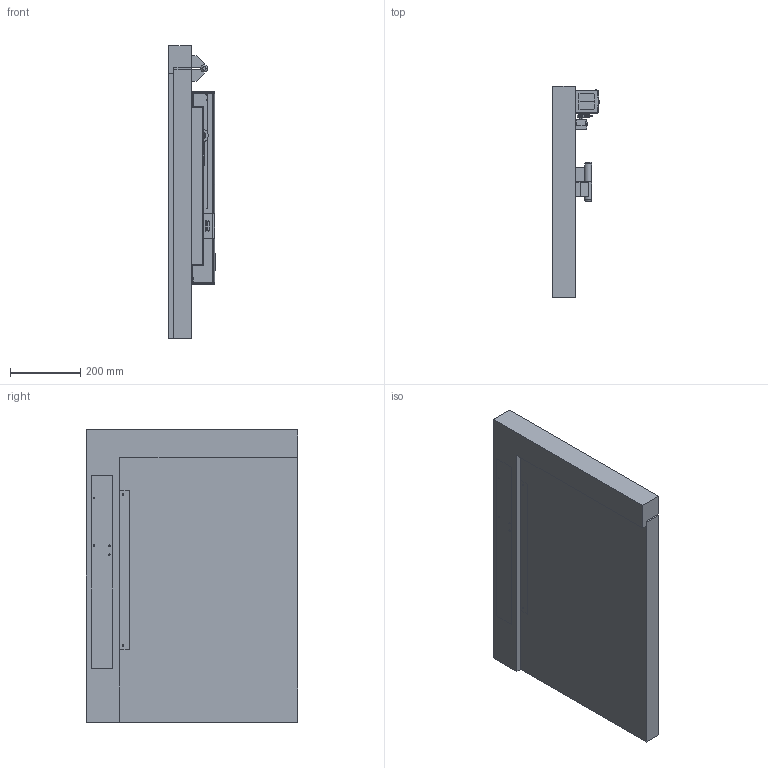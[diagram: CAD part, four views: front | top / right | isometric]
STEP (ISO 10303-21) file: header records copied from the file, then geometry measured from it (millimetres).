
FILE_DESCRIPTION(('CoCreate Modeling STEP Export'),'2;1');
FILE_NAME('TS5000_RFS_20520-K-007_O_Montageplatte.stp','2011-04-26T16:12:28',(''),(''),'CoCreate Modeling STEP processor for AP214 (Solid Model)','CoCreate Modeling 17.0B 09-Oct-2010 (C) Parametric Technology GmbH','');
FILE_SCHEMA(('AUTOMOTIVE_DESIGN { 1 0 10303 214 1 1 1 1 }'));
Length unit declared in the file: millimetre
Products named in the file (17): 20513-2-0234.1; 20513-2-0308.1; 20513-6-0856.1; 20513-6-0850.1; 20513-6-0858.1; 20513-6-0857.1; 20526-2-0203.1; 20521-2-0576; 20521-2-0579; 20520-2-2185.1.1; TS_5000_RFS_Kopfmontage; Rahmen; Band; Türblatt; Band.1; Holztür_Schliesser_TS5000_1flg; TS5000_RFS_20520-K-007
Assembly tree (16 placements, depth 3):
  TS5000_RFS_20520-K-007
    Holztür_Schliesser_TS5000_1flg
      Band.1
      Türblatt
      Band
      Rahmen
    TS_5000_RFS_Kopfmontage
      20520-2-2185.1.1
      20521-2-0579
      20521-2-0576
      20526-2-0203.1
      20513-6-0857.1
      20513-6-0858.1
      20513-6-0850.1
      20513-6-0856.1
      20513-2-0308.1
      20513-2-0234.1
Bounding box: 133 x 600 x 830 mm (x, y, z)
Volume: 27919214.8 mm3; surface area: 1850428.6 mm2
Topology: 14 solids, 15 shells, 1483 faces, 4044 edges, 2645 vertices
Faces by surface type: plane 885, cylinder 394, cone 90, torus 56, extrusion 30, bspline 28
Entity records: 56722 total; most frequent: CARTESIAN_POINT 19670, ORIENTED_EDGE 8080, DIRECTION 6926, EDGE_CURVE 4040, VECTOR 2764, LINE 2734, VERTEX_POINT 2645, AXIS2_PLACEMENT_3D 2081
